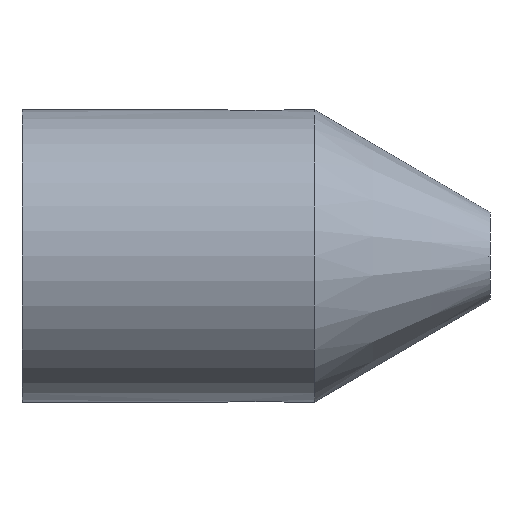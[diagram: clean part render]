
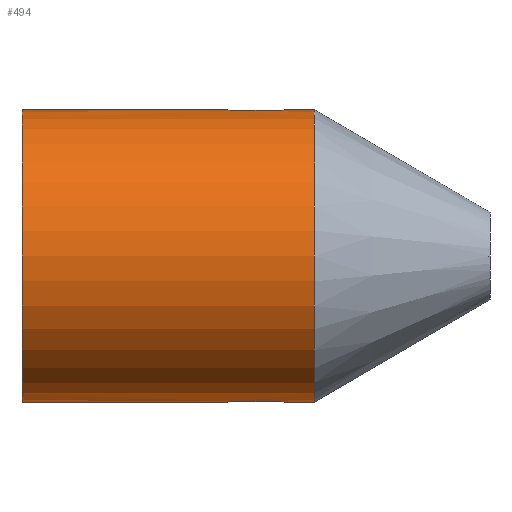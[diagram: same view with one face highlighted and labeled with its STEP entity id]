
A CAD part, left-side view. The second image highlights one B-rep face of the part: STEP entity #494.
In plain terms, the highlighted cylindrical face has radius 25 mm (diameter 50 mm), a partial arc.
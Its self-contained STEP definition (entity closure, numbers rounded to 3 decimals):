
#134=CARTESIAN_POINT('POINT15',(150.,50.,125.));
#135=VERTEX_POINT('VERTEX15',#134);
#142=CARTESIAN_POINT('POINT16',(150.,50.,75.));
#143=VERTEX_POINT('VERTEX16',#142);
#144=CARTESIAN_POINT('POS15',(150.,50.,100.));
#145=DIRECTION('DIR22',(0.,-1.,0.));
#146=DIRECTION('DIR23',(0.,0.,1.));
#147=AXIS2_PLACEMENT_3D('AXIS8',#144,#145,#146);
#148=CIRCLE('ELLIPSE5',#147,25.);
#149=EDGE_CURVE('EDGE18',#135,#143,#148,.T.);
#167=CARTESIAN_POINT('POINT17',(147.5,64.33,
   75.125));
#168=VERTEX_POINT('VERTEX17',#167);
#169=CARTESIAN_POINT('POINT18',(147.5,55.67,
   75.125));
#170=VERTEX_POINT('VERTEX18',#169);
#171=CARTESIAN_POINT('POS18',(147.5,75.,75.125)
   );
#172=DIRECTION('DIR27',(0.,-1.,0.));
#173=VECTOR('VEC9',#172,1.);
#174=LINE('STRAIGHT9',#171,#173);
#175=EDGE_CURVE('EDGE20',#168,#170,#174,.T.);
#198=CARTESIAN_POINT('POINT19',(147.5,55.67,
   124.875));
#199=VERTEX_POINT('VERTEX19',#198);
#200=CARTESIAN_POINT('POINT20',(147.5,64.33,
   124.875));
#201=VERTEX_POINT('VERTEX20',#200);
#202=CARTESIAN_POINT('POS22',(147.5,75.,124.875)
   );
#203=DIRECTION('DIR32',(0.,1.,0.));
#204=VECTOR('VEC12',#203,1.);
#205=LINE('STRAIGHT12',#202,#204);
#206=EDGE_CURVE('EDGE23',#199,#201,#205,.T.);
#231=CARTESIAN_POINT('POINT22',(150.,55.,125.));
#232=VERTEX_POINT('VERTEX22',#231);
#252=B_SPLINE_CURVE_WITH_KNOTS('SPLINE_CRV2',3,(#253,#254,#255,#256,#257
   ,#258,#259,#260),.UNSPECIFIED.,.F.,.F.,(4,2,2,4),(
   22.667,23.612,24.556,
   25.173),.UNSPECIFIED.);
#253=CARTESIAN_POINT('',(150.,55.,125.));
#254=CARTESIAN_POINT('',(149.685,55.,125.));
#255=CARTESIAN_POINT('',(149.36,55.03,
   124.994));
#256=CARTESIAN_POINT('',(148.713,55.157,
   124.969));
#257=CARTESIAN_POINT('',(148.392,55.254,
   124.95));
#258=CARTESIAN_POINT('',(147.883,55.465,
   124.911));
#259=CARTESIAN_POINT('',(147.687,55.562,
   124.894));
#260=CARTESIAN_POINT('',(147.5,55.67,
   124.875));
#261=EDGE_CURVE('EDGE28',#232,#199,#252,.T.);
#295=CARTESIAN_POINT('POINT24',(150.,65.,125.));
#296=VERTEX_POINT('VERTEX24',#295);
#297=B_SPLINE_CURVE_WITH_KNOTS('SPLINE_CRV3',3,(#298,#299,#300,#301,#302
   ,#303,#304,#305),.UNSPECIFIED.,.F.,.F.,(4,2,2,4),(
   5.05,5.667,6.611,
   7.556),.UNSPECIFIED.);
#298=CARTESIAN_POINT('',(147.5,64.33,
   124.875));
#299=CARTESIAN_POINT('',(147.687,64.438,
   124.894));
#300=CARTESIAN_POINT('',(147.883,64.535,
   124.911));
#301=CARTESIAN_POINT('',(148.392,64.746,
   124.95));
#302=CARTESIAN_POINT('',(148.713,64.843,
   124.969));
#303=CARTESIAN_POINT('',(149.36,64.97,
   124.994));
#304=CARTESIAN_POINT('',(149.685,65.,125.));
#305=CARTESIAN_POINT('',(150.,65.,125.));
#306=EDGE_CURVE('EDGE31',#201,#296,#297,.T.);
#329=CARTESIAN_POINT('POINT25',(150.,100.,125.));
#330=VERTEX_POINT('VERTEX25',#329);
#331=CARTESIAN_POINT('POINT26',(150.,100.,75.));
#332=VERTEX_POINT('VERTEX26',#331);
#333=CARTESIAN_POINT('POS31',(150.,100.,100.));
#334=DIRECTION('DIR44',(0.,1.,0.));
#335=DIRECTION('DIR45',(0.,0.,1.));
#336=AXIS2_PLACEMENT_3D('AXIS14',#333,#334,#335);
#337=CIRCLE('ELLIPSE6',#336,25.);
#340=EDGE_CURVE('EDGE34',#332,#330,#337,.T.);
#352=CARTESIAN_POINT('POINT28',(150.,65.,75.));
#353=VERTEX_POINT('VERTEX28',#352);
#373=B_SPLINE_CURVE_WITH_KNOTS('SPLINE_CRV6',3,(#374,#375,#376,#377,#378
   ,#379,#380,#381),.UNSPECIFIED.,.F.,.F.,(4,2,2,4),(
   7.556,8.5,9.445,
   10.062),.UNSPECIFIED.);
#374=CARTESIAN_POINT('',(150.,65.,75.));
#375=CARTESIAN_POINT('',(149.685,65.,75.));
#376=CARTESIAN_POINT('',(149.36,64.97,
   75.006));
#377=CARTESIAN_POINT('',(148.713,64.843,
   75.031));
#378=CARTESIAN_POINT('',(148.392,64.746,
   75.05));
#379=CARTESIAN_POINT('',(147.883,64.535,
   75.089));
#380=CARTESIAN_POINT('',(147.687,64.438,
   75.106));
#381=CARTESIAN_POINT('',(147.5,64.33,
   75.125));
#382=EDGE_CURVE('EDGE37',#353,#168,#373,.T.);
#416=CARTESIAN_POINT('POINT30',(150.,55.,75.));
#417=VERTEX_POINT('VERTEX30',#416);
#418=B_SPLINE_CURVE_WITH_KNOTS('SPLINE_CRV7',3,(#419,#420,#421,#422,#423
   ,#424,#425,#426),.UNSPECIFIED.,.F.,.F.,(4,2,2,4),(
   20.161,20.778,21.723,
   22.667),.UNSPECIFIED.);
#419=CARTESIAN_POINT('',(147.5,55.67,
   75.125));
#420=CARTESIAN_POINT('',(147.687,55.562,
   75.106));
#421=CARTESIAN_POINT('',(147.883,55.465,
   75.089));
#422=CARTESIAN_POINT('',(148.392,55.254,
   75.05));
#423=CARTESIAN_POINT('',(148.713,55.157,
   75.031));
#424=CARTESIAN_POINT('',(149.36,55.03,
   75.006));
#425=CARTESIAN_POINT('',(149.685,55.,75.));
#426=CARTESIAN_POINT('',(150.,55.,75.));
#427=EDGE_CURVE('EDGE40',#170,#417,#418,.T.);
#455=CARTESIAN_POINT('POS38',(150.,75.,125.));
#456=DIRECTION('DIR55',(0.,1.,0.));
#457=VECTOR('VEC21',#456,1.);
#458=LINE('STRAIGHT21',#455,#457);
#459=EDGE_CURVE('EDGE43',#135,#232,#458,.T.);
#460=ORIENTED_EDGE('COEDGE69',*,*,#459,.T.);
#461=ORIENTED_EDGE('COEDGE70',*,*,#261,.T.);
#462=ORIENTED_EDGE('COEDGE71',*,*,#206,.T.);
#463=ORIENTED_EDGE('COEDGE72',*,*,#306,.T.);
#464=CARTESIAN_POINT('POS39',(150.,75.,125.));
#465=DIRECTION('DIR56',(0.,1.,0.));
#466=VECTOR('VEC22',#465,1.);
#467=LINE('STRAIGHT22',#464,#466);
#468=EDGE_CURVE('EDGE44',#296,#330,#467,.T.);
#469=ORIENTED_EDGE('COEDGE73',*,*,#468,.T.);
#470=ORIENTED_EDGE('COEDGE74',*,*,#340,.F.);
#471=CARTESIAN_POINT('POS40',(150.,75.,75.));
#472=DIRECTION('DIR57',(0.,-1.,0.));
#473=VECTOR('VEC23',#472,1.);
#474=LINE('STRAIGHT23',#471,#473);
#475=EDGE_CURVE('EDGE45',#332,#353,#474,.T.);
#476=ORIENTED_EDGE('COEDGE75',*,*,#475,.T.);
#477=ORIENTED_EDGE('COEDGE76',*,*,#382,.T.);
#478=ORIENTED_EDGE('COEDGE77',*,*,#175,.T.);
#479=ORIENTED_EDGE('COEDGE78',*,*,#427,.T.);
#480=CARTESIAN_POINT('POS41',(150.,75.,75.));
#481=DIRECTION('DIR58',(0.,-1.,0.));
#482=VECTOR('VEC24',#481,1.);
#483=LINE('STRAIGHT24',#480,#482);
#484=EDGE_CURVE('EDGE46',#417,#143,#483,.T.);
#485=ORIENTED_EDGE('COEDGE79',*,*,#484,.T.);
#486=ORIENTED_EDGE('COEDGE80',*,*,#149,.F.);
#487=EDGE_LOOP('NONE',(#460,#461,#462,#463,#469,#470,#476,#477,#478,#479
   ,#485,#486));
#488=FACE_BOUND('LOOP1',#487,.T.);
#489=CARTESIAN_POINT('POS42',(150.,75.,100.));
#490=DIRECTION('DIR59',(0.,1.,0.));
#491=DIRECTION('DIR60',(0.,0.,1.));
#492=AXIS2_PLACEMENT_3D('AXIS18',#489,#490,#491);
#493=CYLINDRICAL_SURFACE('CONE_SURF5',#492,25.);
#494=ADVANCED_FACE('FACE16',(#488),#493,.T.);
